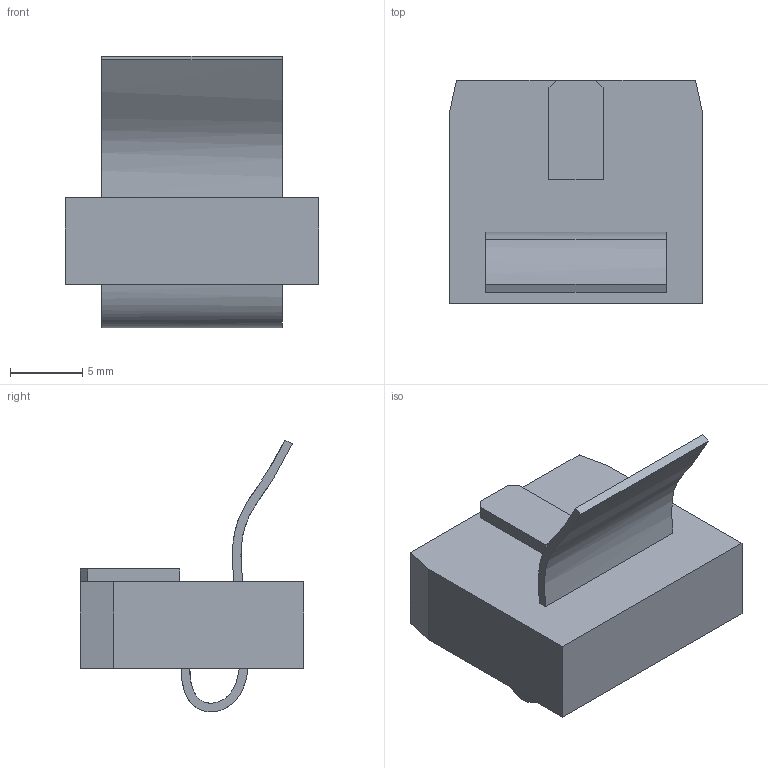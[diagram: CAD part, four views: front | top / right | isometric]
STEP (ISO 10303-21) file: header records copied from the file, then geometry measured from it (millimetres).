
FILE_DESCRIPTION(/* description */ (''),/* implementation_level */ '2;1');
FILE_NAME(/* name */ '10PIN_EXP_MALE_1.step',/* time_stamp */ '2023-01-07T19:04:27+01:00',/* author */ (''),/* organization */ (''),/* preprocessor_version */ 'ST-DEVELOPER v19.2',/* originating_system */ 'Autodesk Translation Framework v11.17.0.187',/* authorisation */ '');
FILE_SCHEMA (('AUTOMOTIVE_DESIGN { 1 0 10303 214 3 1 1 }'));
Length unit declared in the file: millimetre
Products named in the file (1): 10PIN_EXP_MALE_1
Bounding box: 17.6 x 15.5 x 18.86 mm (x, y, z)
Volume: 1352 mm3; surface area: 2290 mm2
Topology: 1 solids, 1 shells, 74 faces, 183 edges, 122 vertices
Faces by surface type: plane 64, bspline 10
Entity records: 2491 total; most frequent: CARTESIAN_POINT 774, ORIENTED_EDGE 366, DIRECTION 281, EDGE_CURVE 183, LINE 151, VECTOR 151, VERTEX_POINT 122, EDGE_LOOP 87
